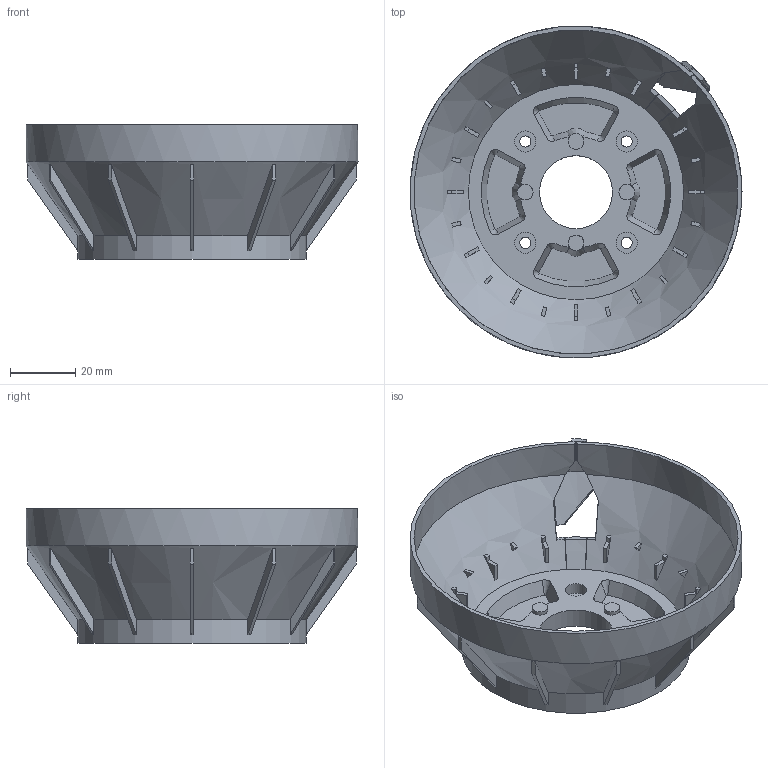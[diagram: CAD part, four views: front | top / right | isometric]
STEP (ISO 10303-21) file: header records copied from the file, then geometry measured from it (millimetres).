
FILE_DESCRIPTION(/* description */ (''),/* implementation_level */ '2;1');
FILE_NAME(/* name */ '56-spiralxy_motorplate_nema_mgn9.stp',/* time_stamp */ '2023-11-15T09:56:07+01:00',/* author */ ('buchmannmartin'),/* organization */ (''),/* preprocessor_version */ 'ST-DEVELOPER v19.2',/* originating_system */ 'Autodesk Inventor 2024',/* authorisation */ '');
FILE_SCHEMA (('AUTOMOTIVE_DESIGN { 1 0 10303 214 3 1 1 }'));
Length unit declared in the file: millimetre
Products named in the file (1): 56-spiralxy_motorplate_nema_mgn9
Bounding box: 101.6 x 101.6 x 41.1 mm (x, y, z)
Volume: 29399.3 mm3; surface area: 34450.8 mm2
Topology: 1 solids, 1 shells, 520 faces, 1426 edges, 934 vertices
Faces by surface type: plane 437, cone 38, cylinder 24, bspline 21
Full cylindrical faces by diameter (mm): 3.4 x4, 4.8 x4, 6.5 x4, 22.3 x1, 70 x1
Entity records: 17438 total; most frequent: CARTESIAN_POINT 4058, ORIENTED_EDGE 2874, DIRECTION 2647, EDGE_CURVE 1437, VERTEX_POINT 934, AXIS2_PLACEMENT_3D 887, LINE 873, VECTOR 873
